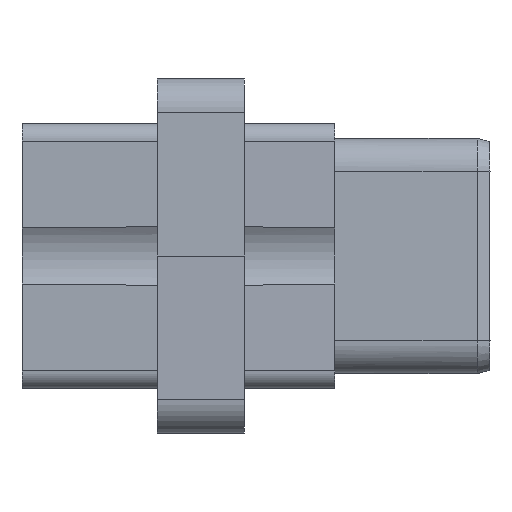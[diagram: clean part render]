
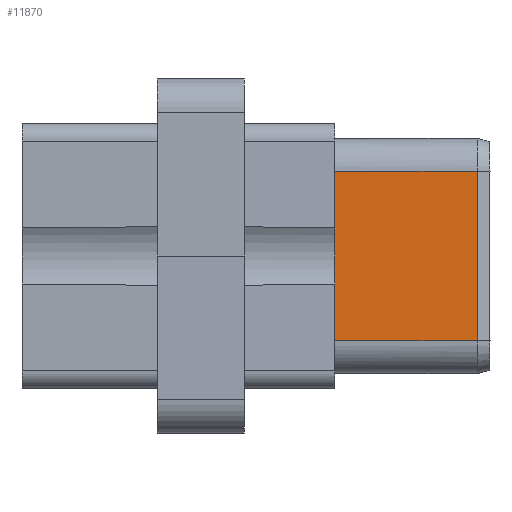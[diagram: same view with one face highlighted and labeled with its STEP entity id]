
A CAD part, front view. The second image highlights one B-rep face of the part: STEP entity #11870.
In plain terms, the highlighted planar face has unit normal (0.011, -1, 0).
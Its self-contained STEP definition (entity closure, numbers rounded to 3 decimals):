
#97=DIRECTION('',(0.,0.,1.));
#98=VECTOR('',#97,9.65);
#99=CARTESIAN_POINT('',(10.11,-20.915,-4.825));
#100=LINE('',#99,#98);
#3215=DIRECTION('',(0.,0.,-1.));
#3216=VECTOR('',#3215,9.65);
#3217=CARTESIAN_POINT('',(18.232,-20.823,4.825));
#3218=LINE('',#3217,#3216);
#3219=DIRECTION('',(1.,0.011,0.));
#3220=VECTOR('',#3219,8.123);
#3221=CARTESIAN_POINT('',(10.11,-20.915,-4.825));
#3222=LINE('',#3221,#3220);
#3223=DIRECTION('',(1.,0.011,0.));
#3224=VECTOR('',#3223,8.123);
#3225=CARTESIAN_POINT('',(10.11,-20.915,4.825));
#3226=LINE('',#3225,#3224);
#3227=CARTESIAN_POINT('',(18.232,-20.823,
-4.825));
#3329=CARTESIAN_POINT('',(18.232,-20.823,4.825));
#6388=CARTESIAN_POINT('',(10.11,-20.915,-4.825));
#6389=CARTESIAN_POINT('',(10.11,-20.915,4.825));
#6390=VERTEX_POINT('',#6388);
#6391=VERTEX_POINT('',#6389);
#6422=VERTEX_POINT('',#3227);
#6456=VERTEX_POINT('',#3329);
#11857=CARTESIAN_POINT('',(14.535,-20.865,0.));
#11858=DIRECTION('',(0.011,-1.,0.));
#11859=DIRECTION('',(0.,0.,1.));
#11860=AXIS2_PLACEMENT_3D('',#11857,#11858,#11859);
#11861=PLANE('',#11860);
#11862=ORIENTED_EDGE('',*,*,#11851,.T.);
#11864=ORIENTED_EDGE('',*,*,#11863,.F.);
#11865=ORIENTED_EDGE('',*,*,#8238,.T.);
#11867=ORIENTED_EDGE('',*,*,#11866,.T.);
#11868=EDGE_LOOP('',(#11862,#11864,#11865,#11867));
#11869=FACE_OUTER_BOUND('',#11868,.F.);
#11870=ADVANCED_FACE('',(#11869),#11861,.T.);
#8238=EDGE_CURVE('',#6390,#6391,#100,.T.);
#11851=EDGE_CURVE('',#6456,#6422,#3218,.T.);
#11863=EDGE_CURVE('',#6390,#6422,#3222,.T.);
#11866=EDGE_CURVE('',#6391,#6456,#3226,.T.);
